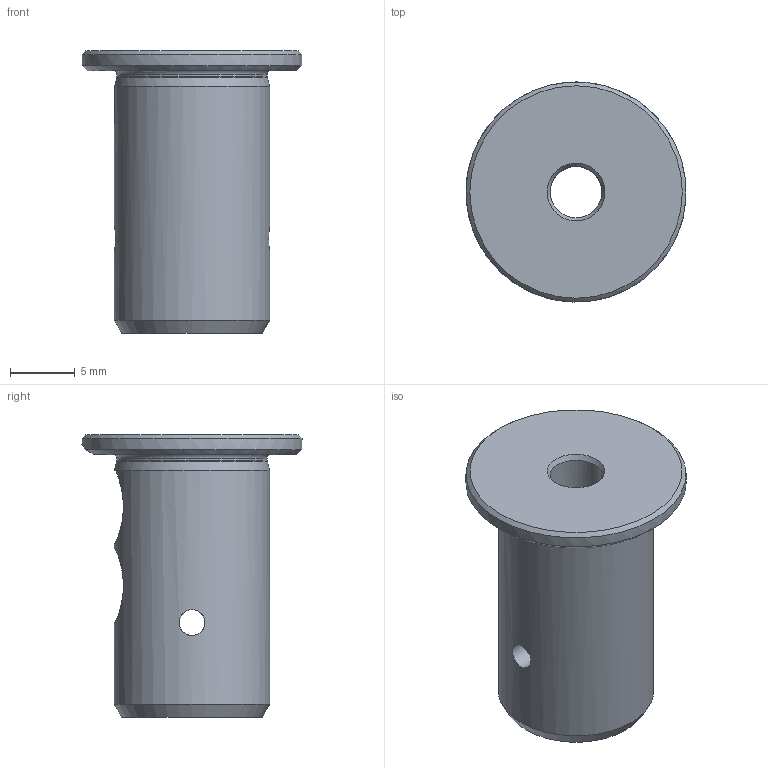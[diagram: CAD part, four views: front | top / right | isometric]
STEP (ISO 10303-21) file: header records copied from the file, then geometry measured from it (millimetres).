
FILE_DESCRIPTION (( 'STEP AP203' ), '1' );
FILE_NAME ('UMHB-RBD1204.step', '2024-01-24T07:06:28', ( '' ), ( '' ), 'SwSTEP 2.0', 'SolidWorks 2022', '' );
FILE_SCHEMA (( 'CONFIG_CONTROL_DESIGN' ));
Length unit declared in the file: millimetre
Products named in the file (1): UMHB-RBD1204
Bounding box: 16.99 x 17 x 21.8 mm (x, y, z)
Volume: 2104.5 mm3; surface area: 1613.6 mm2
Topology: 1 solids, 1 shells, 35 faces, 99 edges, 61 vertices
Faces by surface type: cone 15, plane 9, cylinder 9, torus 2
Full cylindrical faces by diameter (mm): 2 x2, 4 x1, 5.4 x2, 11.6 x1, 12 x1, 17 x1
Entity records: 1503 total; most frequent: CARTESIAN_POINT 708, ORIENTED_EDGE 136, DIRECTION 132, EDGE_CURVE 68, AXIS2_PLACEMENT_3D 62, EDGE_LOOP 60, VERTEX_POINT 50, FACE_OUTER_BOUND 45
